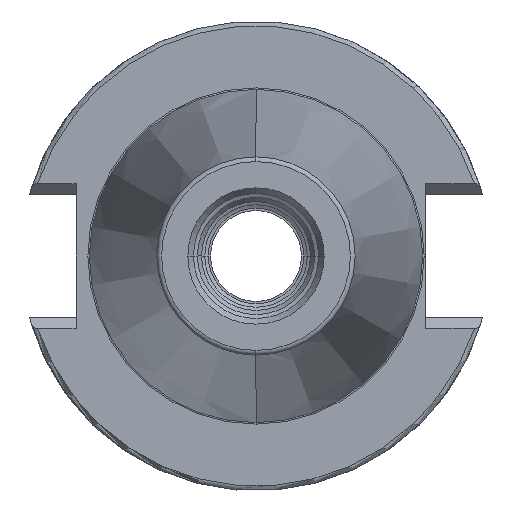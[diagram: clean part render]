
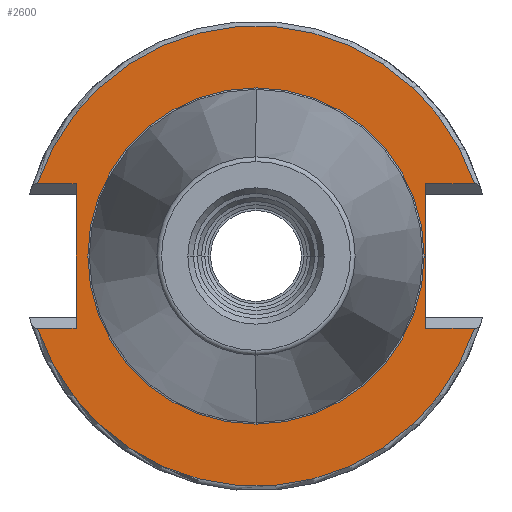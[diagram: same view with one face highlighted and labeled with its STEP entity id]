
A CAD part, left-side view. The second image highlights one B-rep face of the part: STEP entity #2600.
In plain terms, the highlighted planar face has unit normal (-1, 0, 0).
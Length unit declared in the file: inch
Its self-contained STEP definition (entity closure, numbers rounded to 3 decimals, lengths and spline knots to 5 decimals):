
#673=CARTESIAN_POINT('',(0.059,0.,0.));
#674=DIRECTION('',(-1.,0.,0.));
#675=DIRECTION('',(0.,0.949,-0.315));
#676=AXIS2_PLACEMENT_3D('',#673,#674,#675);
#709=DIRECTION('',(0.,0.,-1.));
#710=VECTOR('',#709,1.194);
#711=CARTESIAN_POINT('',(0.059,1.48425,0.597));
#712=LINE('',#711,#710);
#763=DIRECTION('',(0.,0.,1.));
#764=VECTOR('',#763,1.194);
#765=CARTESIAN_POINT('',(0.059,-1.39764,-0.597));
#766=LINE('',#765,#764);
#775=DIRECTION('',(0.,1.,0.));
#776=VECTOR('',#775,0.31741);
#777=CARTESIAN_POINT('',(0.059,1.48425,-0.597));
#778=LINE('',#777,#776);
#779=DIRECTION('',(0.,-1.,0.));
#780=VECTOR('',#779,0.31741);
#781=CARTESIAN_POINT('',(0.059,1.80166,0.597));
#782=LINE('',#781,#780);
#783=DIRECTION('',(0.,-1.,0.));
#784=VECTOR('',#783,0.40403);
#785=CARTESIAN_POINT('',(0.059,-1.39764,0.597));
#786=LINE('',#785,#784);
#787=DIRECTION('',(0.,1.,0.));
#788=VECTOR('',#787,0.40403);
#789=CARTESIAN_POINT('',(0.059,-1.80166,-0.597));
#790=LINE('',#789,#788);
#791=CARTESIAN_POINT('',(0.059,0.,0.));
#792=DIRECTION('',(1.,0.,0.));
#793=DIRECTION('',(0.,0.,1.));
#794=AXIS2_PLACEMENT_3D('',#791,#792,#793);
#796=CARTESIAN_POINT('',(0.059,0.,0.));
#797=DIRECTION('',(1.,0.,0.));
#798=DIRECTION('',(0.,0.,-1.));
#799=AXIS2_PLACEMENT_3D('',#796,#797,#798);
#820=CARTESIAN_POINT('',(0.059,0.,0.));
#821=DIRECTION('',(-1.,0.,0.));
#822=DIRECTION('',(0.,-0.949,0.315));
#823=AXIS2_PLACEMENT_3D('',#820,#821,#822);
#1184=CARTESIAN_POINT('',(0.059,1.80166,-0.597));
#1185=CARTESIAN_POINT('',(0.059,-1.80166,-0.597));
#1186=VERTEX_POINT('',#1184);
#1187=VERTEX_POINT('',#1185);
#1192=CARTESIAN_POINT('',(0.059,-1.80166,0.597));
#1193=CARTESIAN_POINT('',(0.059,1.80166,0.597));
#1194=VERTEX_POINT('',#1192);
#1195=VERTEX_POINT('',#1193);
#1248=CARTESIAN_POINT('',(0.059,0.,1.38662));
#1249=CARTESIAN_POINT('',(0.059,0.,-1.38662));
#1250=VERTEX_POINT('',#1248);
#1251=VERTEX_POINT('',#1249);
#1314=CARTESIAN_POINT('',(0.059,1.48425,-0.597));
#1315=VERTEX_POINT('',#1314);
#1316=CARTESIAN_POINT('',(0.059,1.48425,0.597));
#1317=VERTEX_POINT('',#1316);
#1318=CARTESIAN_POINT('',(0.059,-1.39764,-0.597));
#1319=VERTEX_POINT('',#1318);
#1320=CARTESIAN_POINT('',(0.059,-1.39764,0.597));
#1321=VERTEX_POINT('',#1320);
#2575=CARTESIAN_POINT('',(0.059,0.,0.));
#2576=DIRECTION('',(1.,0.,0.));
#2577=DIRECTION('',(0.,0.,1.));
#2578=AXIS2_PLACEMENT_3D('',#2575,#2576,#2577);
#2579=PLANE('',#2578);
#2580=ORIENTED_EDGE('',*,*,#2421,.F.);
#2581=ORIENTED_EDGE('',*,*,#2438,.F.);
#2582=ORIENTED_EDGE('',*,*,#2478,.F.);
#2584=ORIENTED_EDGE('',*,*,#2583,.F.);
#2586=ORIENTED_EDGE('',*,*,#2585,.F.);
#2588=ORIENTED_EDGE('',*,*,#2587,.F.);
#2589=ORIENTED_EDGE('',*,*,#2562,.F.);
#2591=ORIENTED_EDGE('',*,*,#2590,.F.);
#2592=EDGE_LOOP('',(#2580,#2581,#2582,#2584,#2586,#2588,#2589,#2591));
#2593=FACE_OUTER_BOUND('',#2592,.F.);
#2595=ORIENTED_EDGE('',*,*,#2594,.F.);
#2597=ORIENTED_EDGE('',*,*,#2596,.F.);
#2598=EDGE_LOOP('',(#2595,#2597));
#2599=FACE_BOUND('',#2598,.F.);
#2600=ADVANCED_FACE('',(#2593,#2599),#2579,.F.);
#677=CIRCLE('',#676,1.898);
#795=CIRCLE('',#794,1.38662);
#800=CIRCLE('',#799,1.38662);
#824=CIRCLE('',#823,1.898);
#2421=EDGE_CURVE('',#1186,#1187,#677,.T.);
#2438=EDGE_CURVE('',#1315,#1186,#778,.T.);
#2478=EDGE_CURVE('',#1317,#1315,#712,.T.);
#2562=EDGE_CURVE('',#1319,#1321,#766,.T.);
#2583=EDGE_CURVE('',#1195,#1317,#782,.T.);
#2585=EDGE_CURVE('',#1194,#1195,#824,.T.);
#2587=EDGE_CURVE('',#1321,#1194,#786,.T.);
#2590=EDGE_CURVE('',#1187,#1319,#790,.T.);
#2594=EDGE_CURVE('',#1250,#1251,#795,.T.);
#2596=EDGE_CURVE('',#1251,#1250,#800,.T.);
